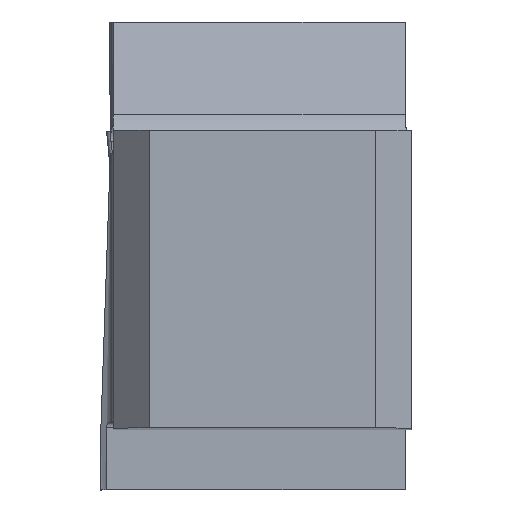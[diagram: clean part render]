
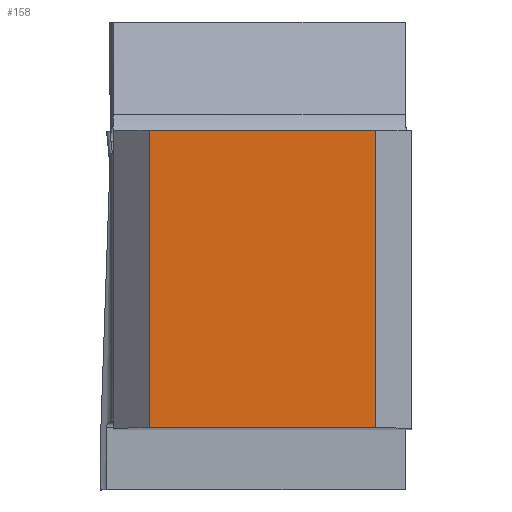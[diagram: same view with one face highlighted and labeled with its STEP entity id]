
A CAD part, top view. The second image highlights one B-rep face of the part: STEP entity #158.
In plain terms, the highlighted planar face has unit normal (0, 0, 1).
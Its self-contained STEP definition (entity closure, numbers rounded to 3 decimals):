
#158=ADVANCED_FACE('CU_BACK_SU1',(#289),#227,.F.);
#227=PLANE('',#1687);
#289=FACE_OUTER_BOUND('',#365,.T.);
#365=EDGE_LOOP('',(#612,#613,#614,#615));
#612=ORIENTED_EDGE('',*,*,#1153,.F.);
#613=ORIENTED_EDGE('',*,*,#1151,.T.);
#614=ORIENTED_EDGE('',*,*,#1154,.T.);
#615=ORIENTED_EDGE('',*,*,#1117,.F.);
#961=VERTEX_POINT('',#2355);
#962=VERTEX_POINT('',#2357);
#981=VERTEX_POINT('',#2449);
#982=VERTEX_POINT('',#2451);
#1117=EDGE_CURVE('',#961,#962,#1305,.T.);
#1151=EDGE_CURVE('',#982,#981,#1330,.T.);
#1153=EDGE_CURVE('',#982,#961,#1332,.T.);
#1154=EDGE_CURVE('',#981,#962,#1333,.T.);
#1305=LINE('',#2356,#1459);
#1330=LINE('',#2450,#1484);
#1332=LINE('',#2454,#1486);
#1333=LINE('',#2455,#1487);
#1459=VECTOR('',#1875,1.);
#1484=VECTOR('',#1932,1.);
#1486=VECTOR('',#1936,1.);
#1487=VECTOR('',#1937,1.);
#1687=AXIS2_PLACEMENT_3D('',#2456,#1938,#1939);
#1875=DIRECTION('',(1.,0.,0.));
#1932=DIRECTION('',(1.,0.,0.));
#1936=DIRECTION('',(0.,1.,0.));
#1937=DIRECTION('',(0.,1.,0.));
#1938=DIRECTION('',(0.,0.,-1.));
#1939=DIRECTION('',(-1.,0.,0.));
#2355=CARTESIAN_POINT('',(-21.925,24.925,0.));
#2356=CARTESIAN_POINT('',(-110.,24.925,0.));
#2357=CARTESIAN_POINT('',(-3.,24.925,0.));
#2449=CARTESIAN_POINT('',(-3.,0.,0.));
#2450=CARTESIAN_POINT('',(-110.,0.,0.));
#2451=CARTESIAN_POINT('',(-21.925,0.,0.));
#2454=CARTESIAN_POINT('',(-21.925,0.,0.));
#2455=CARTESIAN_POINT('',(-3.,0.,0.));
#2456=CARTESIAN_POINT('',(23.246,44.925,0.));
